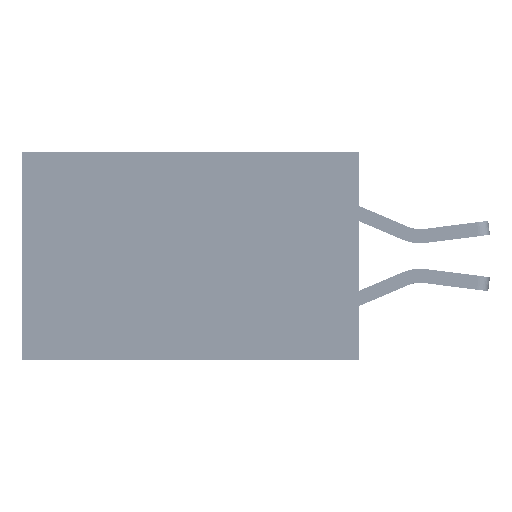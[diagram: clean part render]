
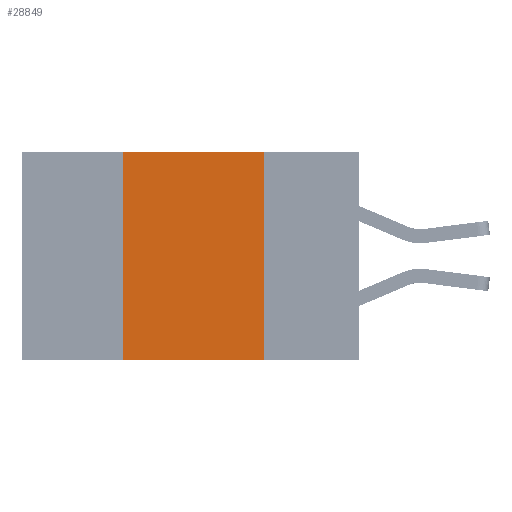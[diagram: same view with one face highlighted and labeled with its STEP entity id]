
A CAD part, left-side view. The second image highlights one B-rep face of the part: STEP entity #28849.
In plain terms, the highlighted planar face has unit normal (-1, 0, 0).
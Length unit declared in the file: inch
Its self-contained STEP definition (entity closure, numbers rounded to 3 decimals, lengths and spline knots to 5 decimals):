
#1247 = DIRECTION ( 'NONE',  ( 0., -1., 0. ) ) ;
#2467 = EDGE_CURVE ( 'NONE', #8205, #26601, #19272, .T. ) ;
#2590 = CARTESIAN_POINT ( 'NONE',  ( 0., 0.42, 0. ) ) ;
#3666 = DIRECTION ( 'NONE',  ( 0., -1., 0. ) ) ;
#4161 = DIRECTION ( 'NONE',  ( 0., 0., -1. ) ) ;
#4244 = VECTOR ( 'NONE', #1247, 39.37008 ) ;
#4579 = CARTESIAN_POINT ( 'NONE',  ( 0., 0.6, 0. ) ) ;
#6532 = ORIENTED_EDGE ( 'NONE', *, *, #32564, .F. ) ;
#8186 = CARTESIAN_POINT ( 'NONE',  ( 0., 0.42, -0.37 ) ) ;
#8205 = VERTEX_POINT ( 'NONE', #8186 ) ;
#8574 = DIRECTION ( 'NONE',  ( 0., 0., 1. ) ) ;
#10001 = CARTESIAN_POINT ( 'NONE',  ( 0., 0.17, 0. ) ) ;
#10400 = LINE ( 'NONE', #4579, #4244 ) ;
#10611 = VECTOR ( 'NONE', #3666, 39.37008 ) ;
#14989 = DIRECTION ( 'NONE',  ( 0., 0., -1. ) ) ;
#15231 = AXIS2_PLACEMENT_3D ( 'NONE', #38893, #39151, #14989 ) ;
#16733 = CARTESIAN_POINT ( 'NONE',  ( 0., 0.17, 0. ) ) ;
#17184 = EDGE_CURVE ( 'NONE', #8205, #27772, #18665, .T. ) ;
#18665 = LINE ( 'NONE', #24771, #10611 ) ;
#19272 = LINE ( 'NONE', #2590, #34945 ) ;
#20254 = VECTOR ( 'NONE', #4161, 39.37008 ) ;
#20393 = VERTEX_POINT ( 'NONE', #16733 ) ;
#22906 = EDGE_LOOP ( 'NONE', ( #30550, #6532, #32368, #24993 ) ) ;
#24771 = CARTESIAN_POINT ( 'NONE',  ( 0., 0.6, -0.37 ) ) ;
#24993 = ORIENTED_EDGE ( 'NONE', *, *, #17184, .T. ) ;
#26416 = LINE ( 'NONE', #10001, #20254 ) ;
#26601 = VERTEX_POINT ( 'NONE', #30908 ) ;
#27293 = CARTESIAN_POINT ( 'NONE',  ( 0., 0.17, -0.37 ) ) ;
#27772 = VERTEX_POINT ( 'NONE', #27293 ) ;
#28849 = ADVANCED_FACE ( 'NONE', ( #35924 ), #29368, .F. ) ;
#29368 = PLANE ( 'NONE',  #15231 ) ;
#29767 = EDGE_CURVE ( 'NONE', #20393, #27772, #26416, .T. ) ;
#30550 = ORIENTED_EDGE ( 'NONE', *, *, #29767, .F. ) ;
#30908 = CARTESIAN_POINT ( 'NONE',  ( 0., 0.42, 0. ) ) ;
#32368 = ORIENTED_EDGE ( 'NONE', *, *, #2467, .F. ) ;
#32564 = EDGE_CURVE ( 'NONE', #26601, #20393, #10400, .T. ) ;
#34945 = VECTOR ( 'NONE', #8574, 39.37008 ) ;
#35924 = FACE_OUTER_BOUND ( 'NONE', #22906, .T. ) ;
#38893 = CARTESIAN_POINT ( 'NONE',  ( 0., 0.6, 0. ) ) ;
#39151 = DIRECTION ( 'NONE',  ( 1., 0., 0. ) ) ;
